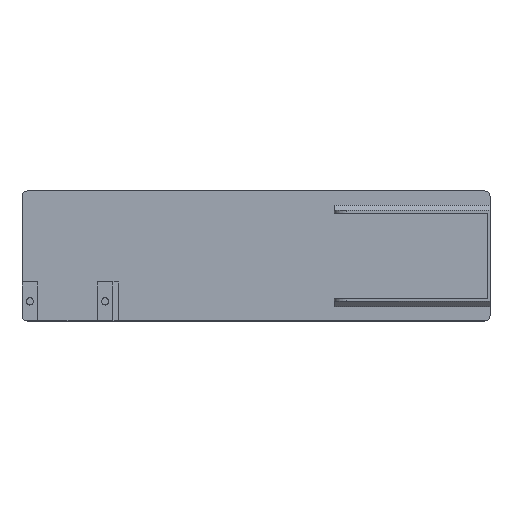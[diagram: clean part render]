
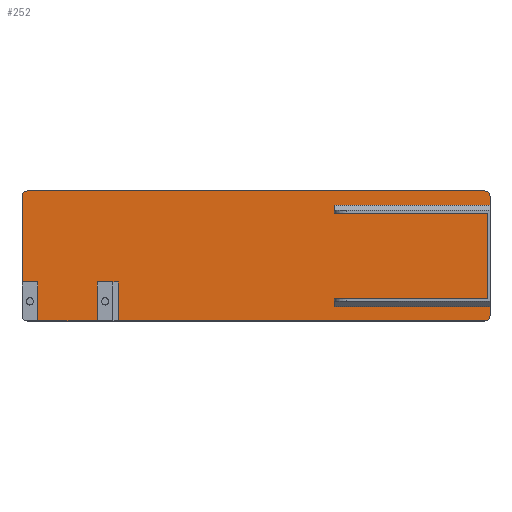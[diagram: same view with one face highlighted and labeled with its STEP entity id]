
A CAD part, top view. The second image highlights one B-rep face of the part: STEP entity #252.
In plain terms, the highlighted planar face has unit normal (0, 0, 1).
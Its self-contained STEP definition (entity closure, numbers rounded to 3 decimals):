
#56 = VERTEX_POINT('',#57);
#57 = CARTESIAN_POINT('',(178.,0.,0.));
#63 = EDGE_CURVE('',#64,#56,#66,.T.);
#64 = VERTEX_POINT('',#65);
#65 = CARTESIAN_POINT('',(37.,0.,0.));
#66 = LINE('',#67,#68);
#67 = CARTESIAN_POINT('',(0.,0.,0.));
#68 = VECTOR('',#69,1.);
#69 = DIRECTION('',(1.,0.,0.));
#96 = VERTEX_POINT('',#97);
#97 = CARTESIAN_POINT('',(29.,0.,0.));
#103 = EDGE_CURVE('',#104,#96,#106,.T.);
#104 = VERTEX_POINT('',#105);
#105 = CARTESIAN_POINT('',(6.,0.,0.));
#106 = LINE('',#107,#108);
#107 = CARTESIAN_POINT('',(6.,0.,0.));
#108 = VECTOR('',#109,1.);
#109 = DIRECTION('',(1.,0.,0.));
#202 = EDGE_CURVE('',#104,#203,#205,.T.);
#203 = VERTEX_POINT('',#204);
#204 = CARTESIAN_POINT('',(6.,15.,0.));
#205 = LINE('',#206,#207);
#206 = CARTESIAN_POINT('',(6.,0.,0.));
#207 = VECTOR('',#208,1.);
#208 = DIRECTION('',(0.,1.,0.));
#252 = ADVANCED_FACE('',(#253),#425,.T.);
#253 = FACE_BOUND('',#254,.T.);
#254 = EDGE_LOOP('',(#255,#265,#273,#281,#289,#297,#305,#313,#321,#329,
    #337,#345,#354,#362,#371,#379,#385,#386,#387,#395,#403,#411,#417,
    #418));
#255 = ORIENTED_EDGE('',*,*,#256,.T.);
#256 = EDGE_CURVE('',#257,#259,#261,.T.);
#257 = VERTEX_POINT('',#258);
#258 = CARTESIAN_POINT('',(180.,2.,0.));
#259 = VERTEX_POINT('',#260);
#260 = CARTESIAN_POINT('',(180.,5.5,0.));
#261 = LINE('',#262,#263);
#262 = CARTESIAN_POINT('',(180.,0.,0.));
#263 = VECTOR('',#264,1.);
#264 = DIRECTION('',(0.,1.,0.));
#265 = ORIENTED_EDGE('',*,*,#266,.F.);
#266 = EDGE_CURVE('',#267,#259,#269,.T.);
#267 = VERTEX_POINT('',#268);
#268 = CARTESIAN_POINT('',(120.,5.5,0.));
#269 = LINE('',#270,#271);
#270 = CARTESIAN_POINT('',(120.,5.5,0.));
#271 = VECTOR('',#272,1.);
#272 = DIRECTION('',(1.,0.,0.));
#273 = ORIENTED_EDGE('',*,*,#274,.F.);
#274 = EDGE_CURVE('',#275,#267,#277,.T.);
#275 = VERTEX_POINT('',#276);
#276 = CARTESIAN_POINT('',(120.,7.5,0.));
#277 = LINE('',#278,#279);
#278 = CARTESIAN_POINT('',(120.,15.997,0.));
#279 = VECTOR('',#280,1.);
#280 = DIRECTION('',(-0.,-1.,-0.));
#281 = ORIENTED_EDGE('',*,*,#282,.T.);
#282 = EDGE_CURVE('',#275,#283,#285,.T.);
#283 = VERTEX_POINT('',#284);
#284 = CARTESIAN_POINT('',(120.,8.5,0.));
#285 = LINE('',#286,#287);
#286 = CARTESIAN_POINT('',(120.,7.5,0.));
#287 = VECTOR('',#288,1.);
#288 = DIRECTION('',(0.,1.,0.));
#289 = ORIENTED_EDGE('',*,*,#290,.T.);
#290 = EDGE_CURVE('',#283,#291,#293,.T.);
#291 = VERTEX_POINT('',#292);
#292 = CARTESIAN_POINT('',(179.,8.5,0.));
#293 = LINE('',#294,#295);
#294 = CARTESIAN_POINT('',(119.,8.5,0.));
#295 = VECTOR('',#296,1.);
#296 = DIRECTION('',(1.,0.,0.));
#297 = ORIENTED_EDGE('',*,*,#298,.T.);
#298 = EDGE_CURVE('',#291,#299,#301,.T.);
#299 = VERTEX_POINT('',#300);
#300 = CARTESIAN_POINT('',(179.,41.5,0.));
#301 = LINE('',#302,#303);
#302 = CARTESIAN_POINT('',(179.,8.5,0.));
#303 = VECTOR('',#304,1.);
#304 = DIRECTION('',(0.,1.,0.));
#305 = ORIENTED_EDGE('',*,*,#306,.F.);
#306 = EDGE_CURVE('',#307,#299,#309,.T.);
#307 = VERTEX_POINT('',#308);
#308 = CARTESIAN_POINT('',(120.,41.5,0.));
#309 = LINE('',#310,#311);
#310 = CARTESIAN_POINT('',(119.,41.5,0.));
#311 = VECTOR('',#312,1.);
#312 = DIRECTION('',(1.,0.,0.));
#313 = ORIENTED_EDGE('',*,*,#314,.T.);
#314 = EDGE_CURVE('',#307,#315,#317,.T.);
#315 = VERTEX_POINT('',#316);
#316 = CARTESIAN_POINT('',(120.,42.5,0.));
#317 = LINE('',#318,#319);
#318 = CARTESIAN_POINT('',(120.,7.5,0.));
#319 = VECTOR('',#320,1.);
#320 = DIRECTION('',(0.,1.,0.));
#321 = ORIENTED_EDGE('',*,*,#322,.T.);
#322 = EDGE_CURVE('',#315,#323,#325,.T.);
#323 = VERTEX_POINT('',#324);
#324 = CARTESIAN_POINT('',(120.,44.5,0.));
#325 = LINE('',#326,#327);
#326 = CARTESIAN_POINT('',(120.,15.997,0.));
#327 = VECTOR('',#328,1.);
#328 = DIRECTION('',(0.,1.,0.));
#329 = ORIENTED_EDGE('',*,*,#330,.T.);
#330 = EDGE_CURVE('',#323,#331,#333,.T.);
#331 = VERTEX_POINT('',#332);
#332 = CARTESIAN_POINT('',(180.,44.5,0.));
#333 = LINE('',#334,#335);
#334 = CARTESIAN_POINT('',(120.,44.5,0.));
#335 = VECTOR('',#336,1.);
#336 = DIRECTION('',(1.,0.,0.));
#337 = ORIENTED_EDGE('',*,*,#338,.T.);
#338 = EDGE_CURVE('',#331,#339,#341,.T.);
#339 = VERTEX_POINT('',#340);
#340 = CARTESIAN_POINT('',(180.,48.,0.));
#341 = LINE('',#342,#343);
#342 = CARTESIAN_POINT('',(180.,0.,0.));
#343 = VECTOR('',#344,1.);
#344 = DIRECTION('',(0.,1.,0.));
#345 = ORIENTED_EDGE('',*,*,#346,.T.);
#346 = EDGE_CURVE('',#339,#347,#349,.T.);
#347 = VERTEX_POINT('',#348);
#348 = CARTESIAN_POINT('',(178.,50.,0.));
#349 = CIRCLE('',#350,2.);
#350 = AXIS2_PLACEMENT_3D('',#351,#352,#353);
#351 = CARTESIAN_POINT('',(178.,48.,0.));
#352 = DIRECTION('',(-0.,0.,1.));
#353 = DIRECTION('',(0.,-1.,0.));
#354 = ORIENTED_EDGE('',*,*,#355,.F.);
#355 = EDGE_CURVE('',#356,#347,#358,.T.);
#356 = VERTEX_POINT('',#357);
#357 = CARTESIAN_POINT('',(2.,50.,0.));
#358 = LINE('',#359,#360);
#359 = CARTESIAN_POINT('',(0.,50.,0.));
#360 = VECTOR('',#361,1.);
#361 = DIRECTION('',(1.,0.,0.));
#362 = ORIENTED_EDGE('',*,*,#363,.F.);
#363 = EDGE_CURVE('',#364,#356,#366,.T.);
#364 = VERTEX_POINT('',#365);
#365 = CARTESIAN_POINT('',(0.,48.,0.));
#366 = CIRCLE('',#367,2.);
#367 = AXIS2_PLACEMENT_3D('',#368,#369,#370);
#368 = CARTESIAN_POINT('',(2.,48.,0.));
#369 = DIRECTION('',(-0.,-0.,-1.));
#370 = DIRECTION('',(0.,-1.,0.));
#371 = ORIENTED_EDGE('',*,*,#372,.F.);
#372 = EDGE_CURVE('',#373,#364,#375,.T.);
#373 = VERTEX_POINT('',#374);
#374 = CARTESIAN_POINT('',(0.,15.,0.));
#375 = LINE('',#376,#377);
#376 = CARTESIAN_POINT('',(0.,0.,0.));
#377 = VECTOR('',#378,1.);
#378 = DIRECTION('',(0.,1.,0.));
#379 = ORIENTED_EDGE('',*,*,#380,.T.);
#380 = EDGE_CURVE('',#373,#203,#381,.T.);
#381 = LINE('',#382,#383);
#382 = CARTESIAN_POINT('',(0.,15.,0.));
#383 = VECTOR('',#384,1.);
#384 = DIRECTION('',(1.,0.,0.));
#385 = ORIENTED_EDGE('',*,*,#202,.F.);
#386 = ORIENTED_EDGE('',*,*,#103,.T.);
#387 = ORIENTED_EDGE('',*,*,#388,.T.);
#388 = EDGE_CURVE('',#96,#389,#391,.T.);
#389 = VERTEX_POINT('',#390);
#390 = CARTESIAN_POINT('',(29.,15.,0.));
#391 = LINE('',#392,#393);
#392 = CARTESIAN_POINT('',(29.,0.,0.));
#393 = VECTOR('',#394,1.);
#394 = DIRECTION('',(0.,1.,0.));
#395 = ORIENTED_EDGE('',*,*,#396,.T.);
#396 = EDGE_CURVE('',#389,#397,#399,.T.);
#397 = VERTEX_POINT('',#398);
#398 = CARTESIAN_POINT('',(35.,15.,0.));
#399 = LINE('',#400,#401);
#400 = CARTESIAN_POINT('',(0.,15.,0.));
#401 = VECTOR('',#402,1.);
#402 = DIRECTION('',(1.,0.,0.));
#403 = ORIENTED_EDGE('',*,*,#404,.T.);
#404 = EDGE_CURVE('',#397,#405,#407,.T.);
#405 = VERTEX_POINT('',#406);
#406 = CARTESIAN_POINT('',(37.,15.,0.));
#407 = LINE('',#408,#409);
#408 = CARTESIAN_POINT('',(53.505,15.,0.));
#409 = VECTOR('',#410,1.);
#410 = DIRECTION('',(1.,0.,0.));
#411 = ORIENTED_EDGE('',*,*,#412,.F.);
#412 = EDGE_CURVE('',#64,#405,#413,.T.);
#413 = LINE('',#414,#415);
#414 = CARTESIAN_POINT('',(37.,0.,0.));
#415 = VECTOR('',#416,1.);
#416 = DIRECTION('',(0.,1.,0.));
#417 = ORIENTED_EDGE('',*,*,#63,.T.);
#418 = ORIENTED_EDGE('',*,*,#419,.F.);
#419 = EDGE_CURVE('',#257,#56,#420,.T.);
#420 = CIRCLE('',#421,2.);
#421 = AXIS2_PLACEMENT_3D('',#422,#423,#424);
#422 = CARTESIAN_POINT('',(178.,2.,0.));
#423 = DIRECTION('',(-0.,-0.,-1.));
#424 = DIRECTION('',(0.,-1.,0.));
#425 = PLANE('',#426);
#426 = AXIS2_PLACEMENT_3D('',#427,#428,#429);
#427 = CARTESIAN_POINT('',(107.009,24.493,0.));
#428 = DIRECTION('',(0.,0.,1.));
#429 = DIRECTION('',(1.,0.,0.));
